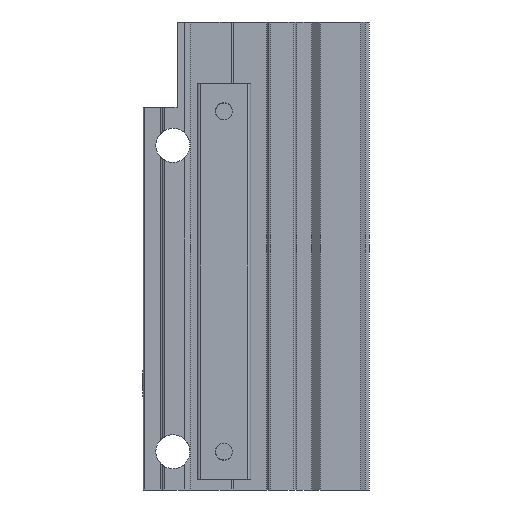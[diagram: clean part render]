
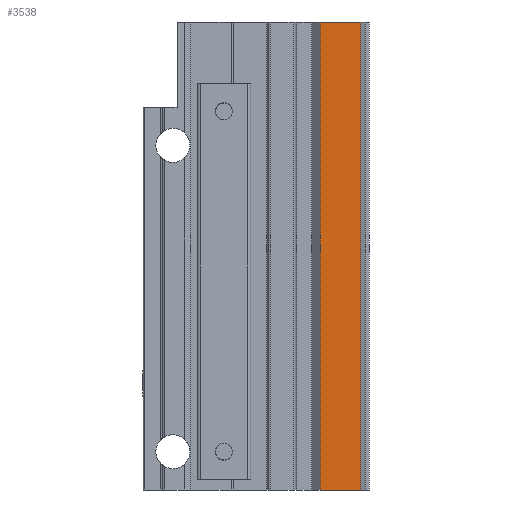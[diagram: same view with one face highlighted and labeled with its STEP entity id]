
A CAD part, left-side view. The second image highlights one B-rep face of the part: STEP entity #3538.
In plain terms, the highlighted face is planar.
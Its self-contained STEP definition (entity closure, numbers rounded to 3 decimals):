
#425=LINE('',#5492,#720);
#505=LINE('',#5718,#800);
#506=LINE('',#5722,#801);
#507=LINE('',#5724,#802);
#720=VECTOR('',#4329,1000.);
#800=VECTOR('',#4555,1000.);
#801=VECTOR('',#4560,1000.);
#802=VECTOR('',#4561,1000.);
#1293=ORIENTED_EDGE('',*,*,#2092,.T.);
#1294=ORIENTED_EDGE('',*,*,#2210,.F.);
#1295=ORIENTED_EDGE('',*,*,#2211,.F.);
#1296=ORIENTED_EDGE('',*,*,#2208,.T.);
#2092=EDGE_CURVE('',#2576,#2575,#425,.T.);
#2208=EDGE_CURVE('',#2649,#2576,#505,.T.);
#2210=EDGE_CURVE('',#2650,#2575,#506,.T.);
#2211=EDGE_CURVE('',#2649,#2650,#507,.T.);
#2575=VERTEX_POINT('',#5491);
#2576=VERTEX_POINT('',#5493);
#2649=VERTEX_POINT('',#5719);
#2650=VERTEX_POINT('',#5723);
#2903=EDGE_LOOP('',(#1293,#1294,#1295,#1296));
#3160=FACE_BOUND('',#2903,.T.);
#3387=PLANE('',#3867);
#3538=ADVANCED_FACE('',(#3160),#3387,.F.);
#3867=AXIS2_PLACEMENT_3D('',#5721,#4558,#4559);
#4329=DIRECTION('',(0.,1.,0.));
#4555=DIRECTION('',(-1.,0.,0.));
#4558=DIRECTION('',(0.,0.,1.));
#4559=DIRECTION('',(1.,0.,0.));
#4560=DIRECTION('',(-1.,0.,0.));
#4561=DIRECTION('',(0.,1.,0.));
#5491=CARTESIAN_POINT('',(0.,5.8,-5.4));
#5492=CARTESIAN_POINT('',(0.,1.006,-5.4));
#5493=CARTESIAN_POINT('',(0.,1.006,-5.4));
#5718=CARTESIAN_POINT('',(55.,1.006,-5.4));
#5719=CARTESIAN_POINT('',(55.,1.006,-5.4));
#5721=CARTESIAN_POINT('',(55.,1.006,-5.4));
#5722=CARTESIAN_POINT('',(55.,5.8,-5.4));
#5723=CARTESIAN_POINT('',(55.,5.8,-5.4));
#5724=CARTESIAN_POINT('',(55.,1.006,-5.4));
